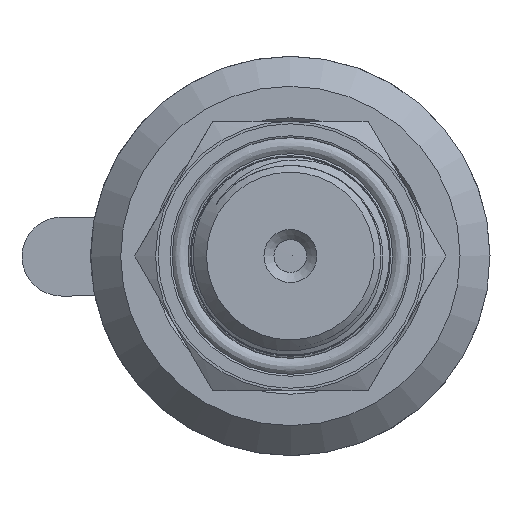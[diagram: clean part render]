
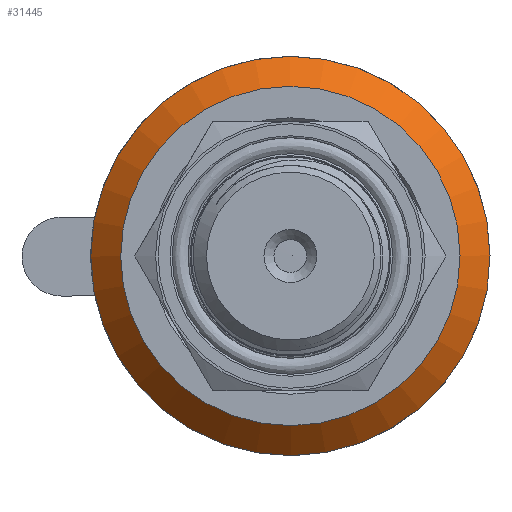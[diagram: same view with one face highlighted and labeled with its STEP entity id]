
A CAD part, left-side view. The second image highlights one B-rep face of the part: STEP entity #31445.
In plain terms, the highlighted conical face has half-angle 45 degrees and reference radius 18.5 mm.
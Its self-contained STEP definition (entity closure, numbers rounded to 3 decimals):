
#1793=CONICAL_SURFACE('',#33503,18.5,0.785);
#3363=FACE_OUTER_BOUND('',#5172,.T.);
#5172=EDGE_LOOP('',(#29095,#29096,#29097,#29098));
#5849=CIRCLE('',#33502,20.);
#5850=CIRCLE('',#33504,17.);
#9723=LINE('',#80855,#12677);
#12677=VECTOR('',#40338,18.5);
#15647=VERTEX_POINT('',#80850);
#15648=VERTEX_POINT('',#80854);
#20166=EDGE_CURVE('',#15647,#15647,#5849,.T.);
#20167=EDGE_CURVE('',#15647,#15648,#9723,.T.);
#20168=EDGE_CURVE('',#15648,#15648,#5850,.T.);
#29095=ORIENTED_EDGE('',*,*,#20166,.F.);
#29096=ORIENTED_EDGE('',*,*,#20167,.T.);
#29097=ORIENTED_EDGE('',*,*,#20168,.T.);
#29098=ORIENTED_EDGE('',*,*,#20167,.F.);
#31445=ADVANCED_FACE('',(#3363),#1793,.T.);
#33502=AXIS2_PLACEMENT_3D('',#80852,#40334,#40335);
#33503=AXIS2_PLACEMENT_3D('',#80853,#40336,#40337);
#33504=AXIS2_PLACEMENT_3D('',#80856,#40339,#40340);
#40334=DIRECTION('center_axis',(-1.,0.,0.));
#40335=DIRECTION('ref_axis',(0.,0.,
-1.));
#40336=DIRECTION('center_axis',(-1.,0.,0.));
#40337=DIRECTION('ref_axis',(0.,-1.,0.));
#40338=DIRECTION('',(0.707,-0.707,0.));
#40339=DIRECTION('center_axis',(-1.,0.,0.));
#40340=DIRECTION('ref_axis',(0.,0.,
-1.));
#80850=CARTESIAN_POINT('',(21.,20.,0.));
#80852=CARTESIAN_POINT('Origin',(21.,0.,0.));
#80853=CARTESIAN_POINT('Origin',(22.5,0.,0.));
#80854=CARTESIAN_POINT('',(24.,17.,0.));
#80855=CARTESIAN_POINT('',(22.5,18.5,0.));
#80856=CARTESIAN_POINT('Origin',(24.,0.,0.));
